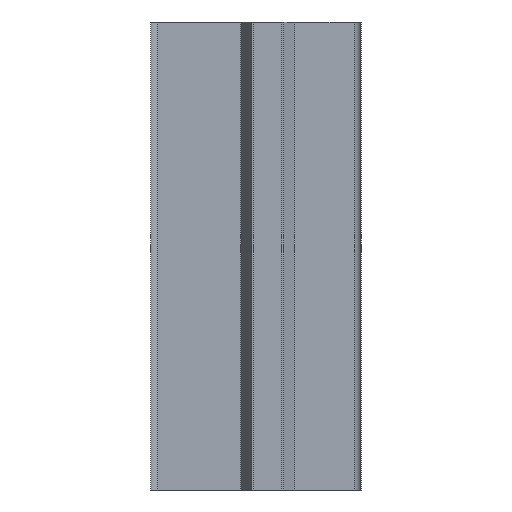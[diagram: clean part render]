
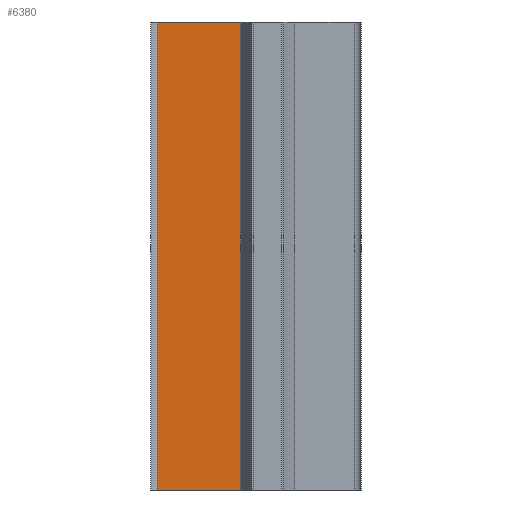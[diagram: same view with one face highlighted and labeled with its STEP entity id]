
A CAD part, front view. The second image highlights one B-rep face of the part: STEP entity #6380.
In plain terms, the highlighted planar face has unit normal (0, -1, 0).
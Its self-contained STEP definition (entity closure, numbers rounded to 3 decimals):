
#1360=CARTESIAN_POINT('',(-37.161,-4.222,0.));
#1370=VERTEX_POINT('',#1360);
#1400=CARTESIAN_POINT('',(-13.661,-4.222,0.));
#1410=DIRECTION('',(1.,0.,0.));
#1420=VECTOR('',#1410,1.);
#1430=LINE('',#1400,#1420);
#1440=CARTESIAN_POINT('',(-18.761,-4.222,0.));
#1450=VERTEX_POINT('',#1440);
#1460=EDGE_CURVE('',#1370,#1450,#1430,.T.);
#2000=CARTESIAN_POINT('',(-18.761,-4.222,100.));
#2010=VERTEX_POINT('',#2000);
#2040=CARTESIAN_POINT('',(-13.661,-4.222,100.));
#2050=DIRECTION('',(1.,0.,0.));
#2060=VECTOR('',#2050,1.);
#2070=LINE('',#2040,#2060);
#2080=CARTESIAN_POINT('',(-37.161,-4.222,100.));
#2090=VERTEX_POINT('',#2080);
#2100=EDGE_CURVE('',#2090,#2010,#2070,.T.);
#6120=CARTESIAN_POINT('',(-37.161,-4.222,0.));
#6130=DIRECTION('',(0.,0.,1.));
#6140=VECTOR('',#6130,1.);
#6150=LINE('',#6120,#6140);
#6160=EDGE_CURVE('',#1370,#2090,#6150,.T.);
#6220=CARTESIAN_POINT('',(-18.761,-4.222,0.));
#6230=DIRECTION('',(-0.,-1.,-0.));
#6240=DIRECTION('',(-1.,0.,0.));
#6250=AXIS2_PLACEMENT_3D('',#6220,#6230,#6240);
#6260=PLANE('',#6250);
#6270=ORIENTED_EDGE('',*,*,#6160,.F.);
#6280=ORIENTED_EDGE('',*,*,#2100,.F.);
#6290=CARTESIAN_POINT('',(-18.761,-4.222,0.));
#6300=DIRECTION('',(0.,0.,1.));
#6310=VECTOR('',#6300,1.);
#6320=LINE('',#6290,#6310);
#6330=EDGE_CURVE('',#1450,#2010,#6320,.T.);
#6340=ORIENTED_EDGE('',*,*,#6330,.T.);
#6350=ORIENTED_EDGE('',*,*,#1460,.T.);
#6360=EDGE_LOOP('',(#6350,#6340,#6280,#6270));
#6370=FACE_OUTER_BOUND('',#6360,.T.);
#6380=ADVANCED_FACE('',(#6370),#6260,.T.);
